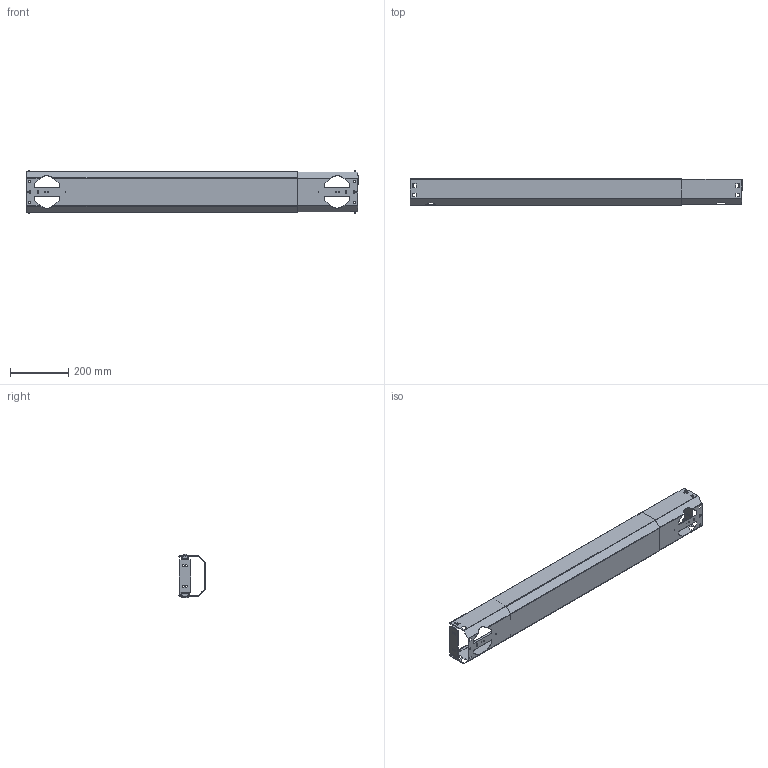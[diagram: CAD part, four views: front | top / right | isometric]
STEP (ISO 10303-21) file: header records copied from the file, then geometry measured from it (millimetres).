
FILE_DESCRIPTION (( 'STEP AP203' ), '1' );
FILE_NAME ('505307xxB_Swedstyle Cable Tray Twin -22_220426.STEP', '2022-04-26T12:05:52', ( '' ), ( '' ), 'SwSTEP 2.0', 'SolidWorks 2021', '' );
FILE_SCHEMA (( 'CONFIG_CONTROL_DESIGN' ));
Length unit declared in the file: millimetre
Products named in the file (4): Kabelkanal Höger -2021_19700100-3 Kabelkanal H”ger -21; Kabelkanal Vänster -2021_19700100-1 Kabelkanal V„nster -21; Fäste nedre kabelkanal 2021 - Twin_19718100 F„ste nedre Flex kabalkanal 2021 - Twin; 505307xxB_Swedstyle Cable Tray Twin -22_220426
Assembly tree (4 placements, depth 2):
  505307xxB_Swedstyle Cable Tray Twin -22_220426
    Kabelkanal Höger -2021_19700100-3 Kabelkanal H”ger -21
    Kabelkanal Vänster -2021_19700100-1 Kabelkanal V„nster -21
    Fäste nedre kabelkanal 2021 - Twin_19718100 F„ste nedre Flex kabalkanal 2021 - Twin  x2
Bounding box: 1138.81 x 90 x 148 mm (x, y, z)
Volume: 453098.8 mm3; surface area: 1120406.3 mm2
Topology: 4 solids, 4 shells, 440 faces, 1164 edges, 720 vertices
Faces by surface type: plane 278, cylinder 154, bspline 8
Entity records: 11612 total; most frequent: CARTESIAN_POINT 2085, ORIENTED_EDGE 1900, DIRECTION 1872, EDGE_CURVE 950, LINE 682, VECTOR 682, AXIS2_PLACEMENT_3D 595, VERTEX_POINT 584
